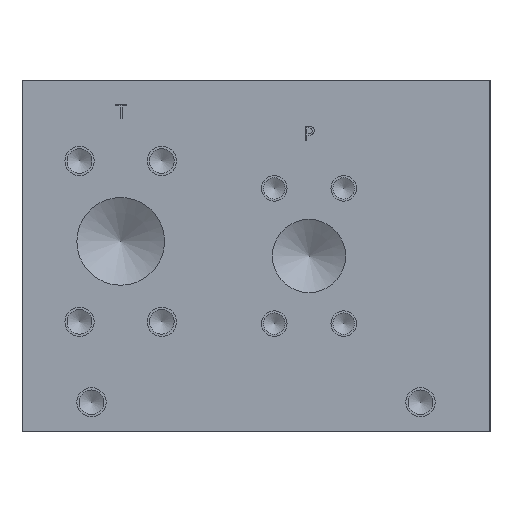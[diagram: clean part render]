
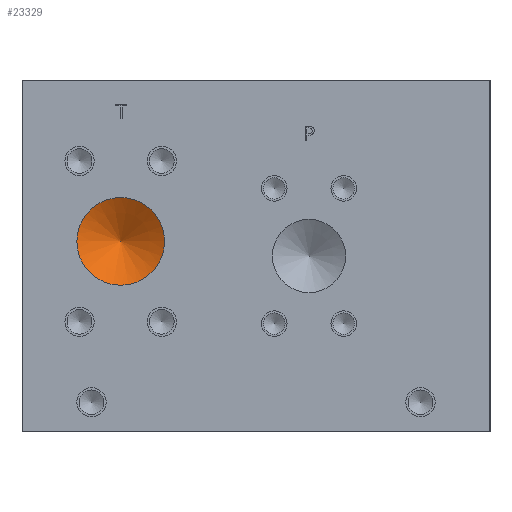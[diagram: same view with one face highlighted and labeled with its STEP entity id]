
A CAD part, left-side view. The second image highlights one B-rep face of the part: STEP entity #23329.
In plain terms, the highlighted conical face has half-angle 60 degrees and reference radius 9.525 mm.
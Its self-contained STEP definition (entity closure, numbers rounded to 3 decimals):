
#390=CONICAL_SURFACE('',#24961,9.525,1.047);
#1277=CIRCLE('',#24962,19.05);
#1278=CIRCLE('',#24963,19.05);
#3470=FACE_OUTER_BOUND('',#4937,.T.);
#4937=EDGE_LOOP('',(#19859,#19860,#19861,#19862));
#6917=LINE('',#39832,#8743);
#8743=VECTOR('',#30019,9.525);
#10818=VERTEX_POINT('',#39828);
#10819=VERTEX_POINT('',#39829);
#10820=VERTEX_POINT('',#39831);
#13970=EDGE_CURVE('',#10818,#10819,#1277,.T.);
#13971=EDGE_CURVE('',#10819,#10820,#6917,.T.);
#13972=EDGE_CURVE('',#10819,#10818,#1278,.T.);
#19859=ORIENTED_EDGE('',*,*,#13970,.T.);
#19860=ORIENTED_EDGE('',*,*,#13971,.T.);
#19861=ORIENTED_EDGE('',*,*,#13971,.F.);
#19862=ORIENTED_EDGE('',*,*,#13972,.T.);
#23329=ADVANCED_FACE('',(#3470),#390,.F.);
#24961=AXIS2_PLACEMENT_3D('',#39827,#30015,#30016);
#24962=AXIS2_PLACEMENT_3D('',#39830,#30017,#30018);
#24963=AXIS2_PLACEMENT_3D('',#39833,#30020,#30021);
#30015=DIRECTION('center_axis',(-1.,0.,0.));
#30016=DIRECTION('ref_axis',(0.,1.,0.));
#30017=DIRECTION('center_axis',(-1.,0.,0.));
#30018=DIRECTION('ref_axis',(0.,1.,0.));
#30019=DIRECTION('',(0.5,0.866,0.));
#30020=DIRECTION('center_axis',(-1.,0.,0.));
#30021=DIRECTION('ref_axis',(0.,1.,0.));
#39827=CARTESIAN_POINT('Origin',(16.498,160.35,82.55));
#39828=CARTESIAN_POINT('',(10.999,179.4,82.55));
#39829=CARTESIAN_POINT('',(10.999,141.3,82.55));
#39830=CARTESIAN_POINT('Origin',(10.999,160.35,82.55));
#39831=CARTESIAN_POINT('',(21.997,160.35,82.55));
#39832=CARTESIAN_POINT('',(16.498,150.825,82.55));
#39833=CARTESIAN_POINT('Origin',(10.999,160.35,82.55));
